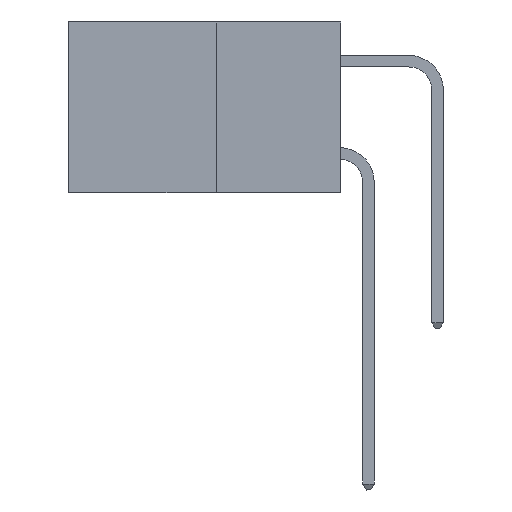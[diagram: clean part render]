
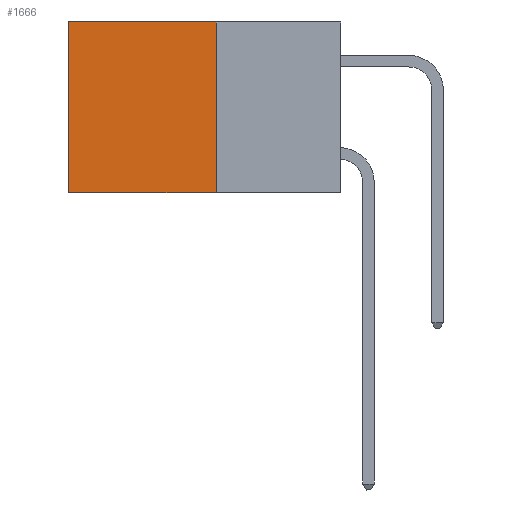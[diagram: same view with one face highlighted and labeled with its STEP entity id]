
A CAD part, left-side view. The second image highlights one B-rep face of the part: STEP entity #1666.
In plain terms, the highlighted planar face has unit normal (-1, 0, 0).
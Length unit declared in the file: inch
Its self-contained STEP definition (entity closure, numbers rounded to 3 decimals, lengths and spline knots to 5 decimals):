
#14 = ORIENTED_EDGE ( 'NONE', *, *, #25586, .T. ) ;
#477 = VECTOR ( 'NONE', #2374, 39.37008 ) ;
#567 = VECTOR ( 'NONE', #4315, 39.37008 ) ;
#839 = EDGE_CURVE ( 'NONE', #4236, #8000, #17327, .T. ) ;
#880 = EDGE_CURVE ( 'NONE', #8000, #12117, #22703, .T. ) ;
#1666 = ADVANCED_FACE ( 'NONE', ( #13838 ), #4345, .F. ) ;
#2047 = CARTESIAN_POINT ( 'NONE',  ( 0.277, 0.27, -0.37 ) ) ;
#2374 = DIRECTION ( 'NONE',  ( 0., 1., 0. ) ) ;
#4236 = VERTEX_POINT ( 'NONE', #4369 ) ;
#4315 = DIRECTION ( 'NONE',  ( 0., 1., 0. ) ) ;
#4345 = PLANE ( 'NONE',  #15500 ) ;
#4369 = CARTESIAN_POINT ( 'NONE',  ( 0.277, 0.27, 0. ) ) ;
#4475 = LINE ( 'NONE', #23801, #20054 ) ;
#4548 = CARTESIAN_POINT ( 'NONE',  ( 0.277, 0.27, -0.37 ) ) ;
#5591 = VERTEX_POINT ( 'NONE', #15529 ) ;
#6983 = CARTESIAN_POINT ( 'NONE',  ( 0.277, 0.27, -0.37 ) ) ;
#7248 = ORIENTED_EDGE ( 'NONE', *, *, #880, .F. ) ;
#8000 = VERTEX_POINT ( 'NONE', #18670 ) ;
#8681 = DIRECTION ( 'NONE',  ( 0., 0., -1. ) ) ;
#8987 = DIRECTION ( 'NONE',  ( 0., 0., -1. ) ) ;
#9068 = EDGE_LOOP ( 'NONE', ( #26101, #7248, #18187, #14 ) ) ;
#9076 = DIRECTION ( 'NONE',  ( 1., 0., 0. ) ) ;
#11973 = VECTOR ( 'NONE', #8681, 39.37008 ) ;
#12117 = VERTEX_POINT ( 'NONE', #15508 ) ;
#13803 = DIRECTION ( 'NONE',  ( 0., 0., -1. ) ) ;
#13838 = FACE_OUTER_BOUND ( 'NONE', #9068, .T. ) ;
#15500 = AXIS2_PLACEMENT_3D ( 'NONE', #4548, #9076, #8987 ) ;
#15508 = CARTESIAN_POINT ( 'NONE',  ( 0.277, 0.59, -0.37 ) ) ;
#15529 = CARTESIAN_POINT ( 'NONE',  ( 0.277, 0.59, 0. ) ) ;
#17231 = EDGE_CURVE ( 'NONE', #5591, #12117, #4475, .T. ) ;
#17327 = LINE ( 'NONE', #6983, #11973 ) ;
#17414 = LINE ( 'NONE', #18554, #567 ) ;
#18187 = ORIENTED_EDGE ( 'NONE', *, *, #839, .F. ) ;
#18554 = CARTESIAN_POINT ( 'NONE',  ( 0.277, 0.27, 0. ) ) ;
#18670 = CARTESIAN_POINT ( 'NONE',  ( 0.277, 0.27, -0.37 ) ) ;
#20054 = VECTOR ( 'NONE', #13803, 39.37008 ) ;
#22703 = LINE ( 'NONE', #2047, #477 ) ;
#23801 = CARTESIAN_POINT ( 'NONE',  ( 0.277, 0.59, -0.37 ) ) ;
#25586 = EDGE_CURVE ( 'NONE', #4236, #5591, #17414, .T. ) ;
#26101 = ORIENTED_EDGE ( 'NONE', *, *, #17231, .T. ) ;
